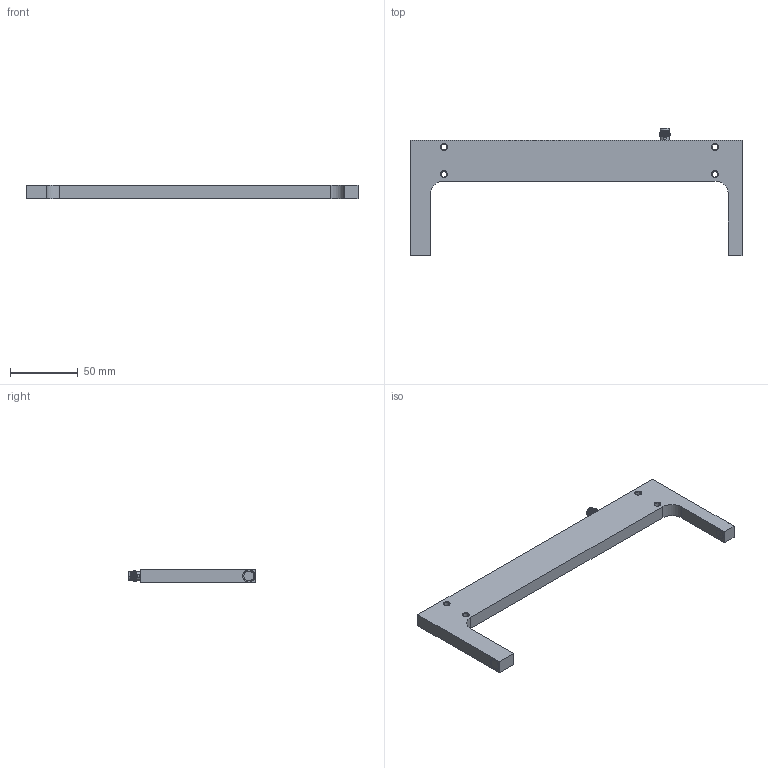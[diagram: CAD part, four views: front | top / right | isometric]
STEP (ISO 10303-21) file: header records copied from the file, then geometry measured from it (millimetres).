
FILE_DESCRIPTION (( 'STEP AP214' ), '1' );
FILE_NAME ('OGL-220.STEP', '2010-09-23T08:27:50', ( 'ws-admin' ), ( '' ), 'SwSTEP 2.0', 'SolidWorks 2010', '' );
FILE_SCHEMA (( 'AUTOMOTIVE_DESIGN' ));
Length unit declared in the file: millimetre
Products named in the file (1): OGL-220
Bounding box: 245 x 93.8 x 10 mm (x, y, z)
Surface area: 26578.7 mm2 (no closed solid volume)
Topology: 0 solids, 17 shells, 138 faces, 375 edges, 252 vertices
Faces by surface type: cylinder 62, plane 32, cone 24, torus 11, sphere 6, bspline 3
Entity records: 6900 total; most frequent: CARTESIAN_POINT 1945, DIRECTION 752, ORIENTED_EDGE 632, EDGE_CURVE 363, AXIS2_PLACEMENT_3D 309, VERTEX_POINT 246, CIRCLE 173, EDGE_LOOP 169
